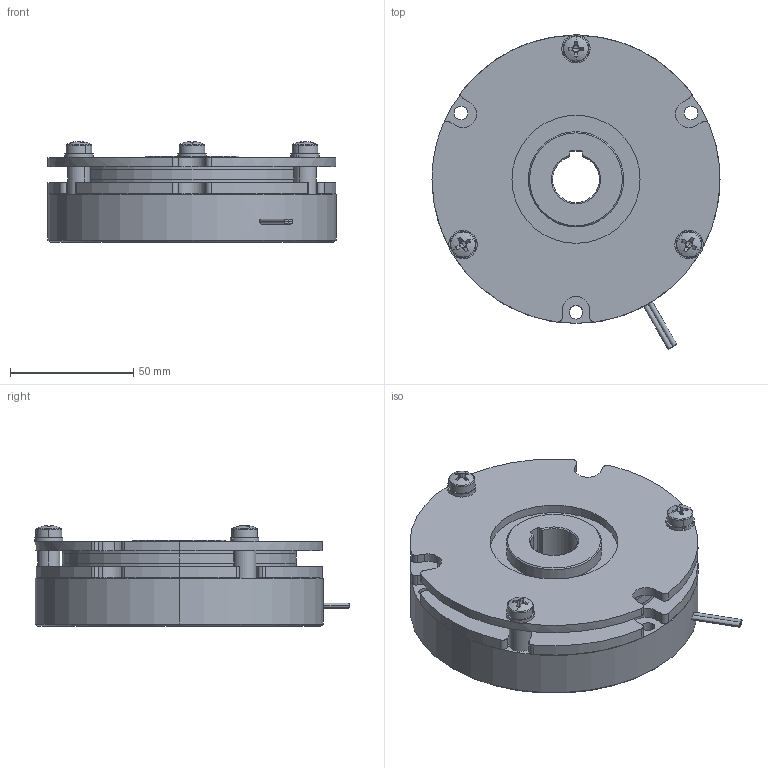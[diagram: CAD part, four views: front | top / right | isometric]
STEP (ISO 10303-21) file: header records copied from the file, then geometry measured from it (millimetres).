
FILE_DESCRIPTION (( 'STEP AP214' ), '1' );
FILE_NAME ('RNB 1.6G-N_23773700.STEP', '2018-08-07T02:50:57', ( ' ' ), ( '' ), 'SwSTEP 2.0', 'SolidWorks 2009', '' );
FILE_SCHEMA (( 'AUTOMOTIVE_DESIGN' ));
Length unit declared in the file: millimetre
Products named in the file (1): RNB 1.6G-N_23773700
Bounding box: 117 x 127.78 x 41 mm (x, y, z)
Volume: 303635.5 mm3; surface area: 69007.7 mm2
Topology: 1 solids, 1 shells, 301 faces, 777 edges, 489 vertices
Faces by surface type: cylinder 131, plane 114, cone 34, torus 16, sphere 6
Entity records: 12683 total; most frequent: DIRECTION 1770, CARTESIAN_POINT 1706, ORIENTED_EDGE 1534, EDGE_CURVE 767, AXIS2_PLACEMENT_3D 733, VERTEX_POINT 489, CIRCLE 431, EDGE_LOOP 342
